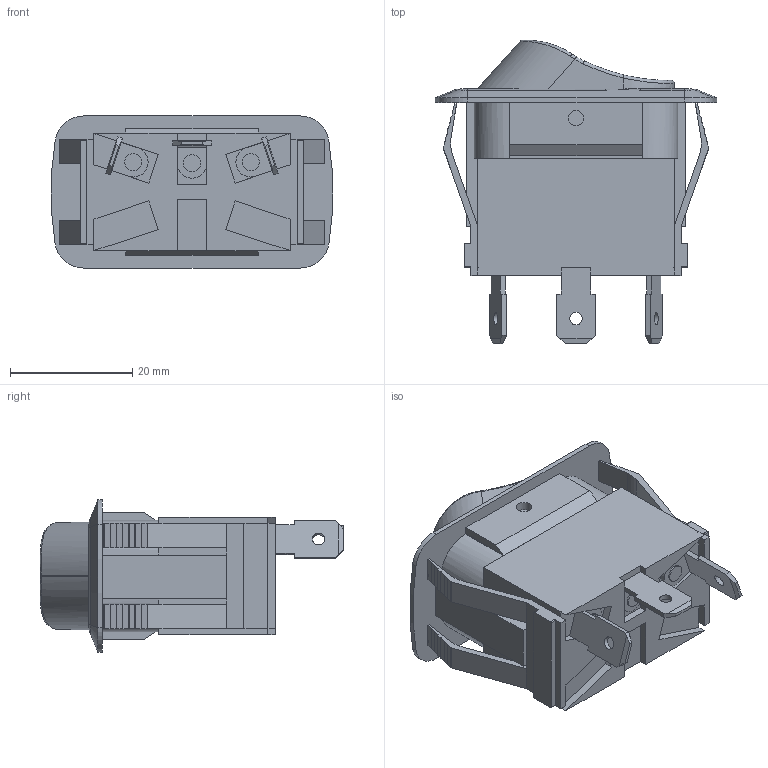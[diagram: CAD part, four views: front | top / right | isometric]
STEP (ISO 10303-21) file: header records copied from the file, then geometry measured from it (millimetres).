
FILE_DESCRIPTION(/* description */ (''),/* implementation_level */ '2;1');
FILE_NAME(/* name */ 'GRB263_3D Model.stp',/* time_stamp */ '2021-04-20T09:03:54-04:00',/* author */ ('dwiltbank'),/* organization */ (''),/* preprocessor_version */ 'ST-DEVELOPER v18.1',/* originating_system */ 'Autodesk Inventor 2020',/* authorisation */ '');
FILE_SCHEMA (('AUTOMOTIVE_DESIGN { 1 0 10303 214 3 1 1 }'));
Length unit declared in the file: inch
Products named in the file (1): GRB263_3D Model_Shrinkwrap_1
Bounding box: 46.08 x 49.71 x 24.89 mm (x, y, z)
Surface area: 8687 mm2 (no closed solid volume)
Topology: 0 solids, 1 shells, 314 faces, 923 edges, 596 vertices
Faces by surface type: plane 209, cylinder 81, bspline 12, torus 6, cone 6
Full cylindrical faces by diameter (mm): 2.032 x3, 2.54 x2, 2.794 x3
Entity records: 11064 total; most frequent: CARTESIAN_POINT 2281, ORIENTED_EDGE 1788, DIRECTION 1711, EDGE_CURVE 923, LINE 693, VECTOR 693, VERTEX_POINT 596, AXIS2_PLACEMENT_3D 509
